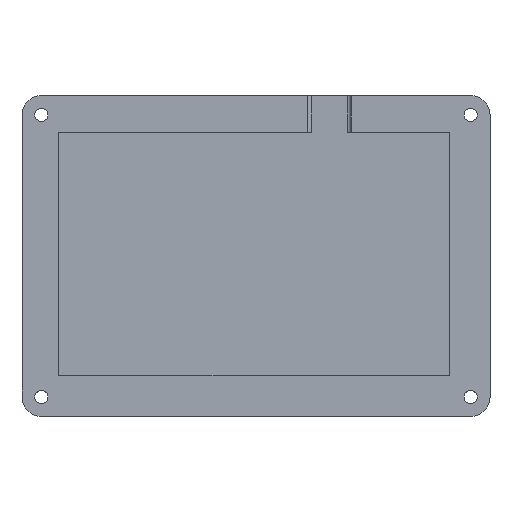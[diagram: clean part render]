
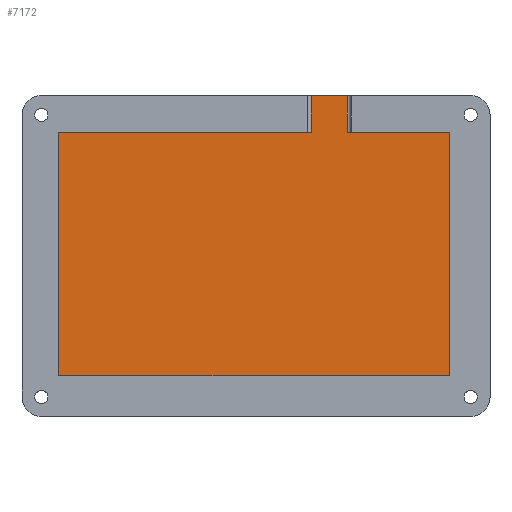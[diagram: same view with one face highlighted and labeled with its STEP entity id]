
A CAD part, top view. The second image highlights one B-rep face of the part: STEP entity #7172.
In plain terms, the highlighted planar face has unit normal (0, 0, 1).
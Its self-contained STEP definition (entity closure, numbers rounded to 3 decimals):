
#971=PLANE('',#7586);
#1059=FACE_OUTER_BOUND('',#1466,.T.);
#1466=EDGE_LOOP('',(#4869,#4870,#4871,#4872,#4873,#4874,#4875,#4876));
#1901=LINE('',#8487,#2408);
#1905=LINE('',#8499,#2412);
#1907=LINE('',#8504,#2414);
#1908=LINE('',#8506,#2415);
#1909=LINE('',#8508,#2416);
#1910=LINE('',#8510,#2417);
#1911=LINE('',#8512,#2418);
#1912=LINE('',#8513,#2419);
#2408=VECTOR('',#7719,10.);
#2412=VECTOR('',#7729,10.);
#2414=VECTOR('',#7735,10.);
#2415=VECTOR('',#7736,10.);
#2416=VECTOR('',#7737,10.);
#2417=VECTOR('',#7738,10.);
#2418=VECTOR('',#7739,10.);
#2419=VECTOR('',#7740,10.);
#2942=VERTEX_POINT('',#8480);
#2945=VERTEX_POINT('',#8485);
#2949=VERTEX_POINT('',#8496);
#2950=VERTEX_POINT('',#8498);
#2952=VERTEX_POINT('',#8505);
#2953=VERTEX_POINT('',#8507);
#2954=VERTEX_POINT('',#8509);
#2955=VERTEX_POINT('',#8511);
#3711=EDGE_CURVE('',#2945,#2942,#1901,.T.);
#3716=EDGE_CURVE('',#2949,#2950,#1905,.T.);
#3719=EDGE_CURVE('',#2950,#2945,#1907,.T.);
#3720=EDGE_CURVE('',#2952,#2949,#1908,.T.);
#3721=EDGE_CURVE('',#2953,#2952,#1909,.T.);
#3722=EDGE_CURVE('',#2954,#2953,#1910,.T.);
#3723=EDGE_CURVE('',#2955,#2954,#1911,.T.);
#3724=EDGE_CURVE('',#2942,#2955,#1912,.T.);
#4869=ORIENTED_EDGE('',*,*,#3711,.F.);
#4870=ORIENTED_EDGE('',*,*,#3719,.F.);
#4871=ORIENTED_EDGE('',*,*,#3716,.F.);
#4872=ORIENTED_EDGE('',*,*,#3720,.F.);
#4873=ORIENTED_EDGE('',*,*,#3721,.F.);
#4874=ORIENTED_EDGE('',*,*,#3722,.F.);
#4875=ORIENTED_EDGE('',*,*,#3723,.F.);
#4876=ORIENTED_EDGE('',*,*,#3724,.F.);
#7172=ADVANCED_FACE('',(#1059),#971,.T.);
#7586=AXIS2_PLACEMENT_3D('',#8503,#7733,#7734);
#7719=DIRECTION('',(0.,-1.,0.));
#7729=DIRECTION('',(0.,1.,0.));
#7733=DIRECTION('center_axis',(0.,0.,1.));
#7734=DIRECTION('ref_axis',(1.,0.,0.));
#7735=DIRECTION('',(1.,0.,0.));
#7736=DIRECTION('',(1.,0.,0.));
#7737=DIRECTION('',(0.,1.,0.));
#7738=DIRECTION('',(-1.,0.,0.));
#7739=DIRECTION('',(0.,-1.,0.));
#7740=DIRECTION('',(1.,0.,0.));
#8480=CARTESIAN_POINT('',(73.,60.409,3.));
#8485=CARTESIAN_POINT('',(73.,69.909,3.));
#8487=CARTESIAN_POINT('',(73.,44.682,3.));
#8496=CARTESIAN_POINT('',(63.6,60.409,3.));
#8498=CARTESIAN_POINT('',(63.6,69.909,3.));
#8499=CARTESIAN_POINT('',(63.6,44.682,3.));
#8503=CARTESIAN_POINT('Origin',(48.857,28.954,3.));
#8504=CARTESIAN_POINT('',(91.919,69.909,3.));
#8505=CARTESIAN_POINT('',(-1.623,60.409,3.));
#8506=CARTESIAN_POINT('',(23.617,60.409,3.));
#8507=CARTESIAN_POINT('',(-1.623,-2.501,3.));
#8508=CARTESIAN_POINT('',(-1.623,13.227,3.));
#8509=CARTESIAN_POINT('',(99.337,-2.501,3.));
#8510=CARTESIAN_POINT('',(74.097,-2.501,3.));
#8511=CARTESIAN_POINT('',(99.337,60.409,3.));
#8512=CARTESIAN_POINT('',(99.337,44.682,3.));
#8513=CARTESIAN_POINT('',(23.617,60.409,3.));
